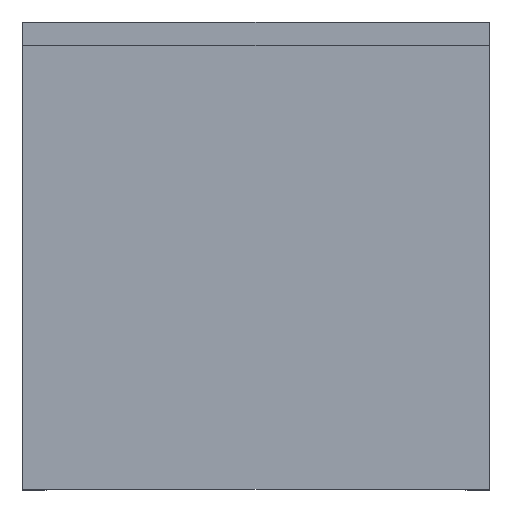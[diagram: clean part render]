
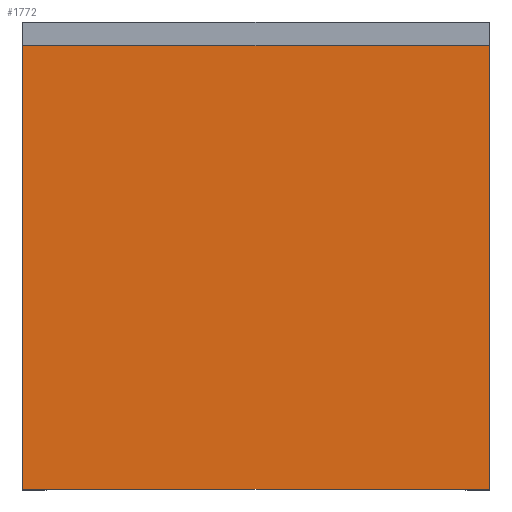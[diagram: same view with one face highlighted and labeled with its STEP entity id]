
A CAD part, top view. The second image highlights one B-rep face of the part: STEP entity #1772.
In plain terms, the highlighted planar face has unit normal (0, 0, 1).
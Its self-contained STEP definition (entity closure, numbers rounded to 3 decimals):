
#1458 = VERTEX_POINT('',#1459);
#1459 = CARTESIAN_POINT('',(0.,0.,2.));
#1466 = PLANE('',#1467);
#1467 = AXIS2_PLACEMENT_3D('',#1468,#1469,#1470);
#1468 = CARTESIAN_POINT('',(0.,0.,0.));
#1469 = DIRECTION('',(1.,0.,-0.));
#1470 = DIRECTION('',(0.,0.,1.));
#1478 = PLANE('',#1479);
#1479 = AXIS2_PLACEMENT_3D('',#1480,#1481,#1482);
#1480 = CARTESIAN_POINT('',(0.,0.,0.));
#1481 = DIRECTION('',(-0.,1.,0.));
#1482 = DIRECTION('',(0.,0.,1.));
#1519 = VERTEX_POINT('',#1520);
#1520 = CARTESIAN_POINT('',(0.,40.,2.));
#1534 = PLANE('',#1535);
#1535 = AXIS2_PLACEMENT_3D('',#1536,#1537,#1538);
#1536 = CARTESIAN_POINT('',(0.,40.,0.));
#1537 = DIRECTION('',(-0.,1.,0.));
#1538 = DIRECTION('',(0.,0.,1.));
#1546 = EDGE_CURVE('',#1458,#1519,#1547,.T.);
#1547 = SURFACE_CURVE('',#1548,(#1552,#1559),.PCURVE_S1.);
#1548 = LINE('',#1549,#1550);
#1549 = CARTESIAN_POINT('',(0.,0.,2.));
#1550 = VECTOR('',#1551,1.);
#1551 = DIRECTION('',(-0.,1.,0.));
#1552 = PCURVE('',#1466,#1553);
#1553 = DEFINITIONAL_REPRESENTATION('',(#1554),#1558);
#1554 = LINE('',#1555,#1556);
#1555 = CARTESIAN_POINT('',(2.,0.));
#1556 = VECTOR('',#1557,1.);
#1557 = DIRECTION('',(0.,-1.));
#1558 = ( GEOMETRIC_REPRESENTATION_CONTEXT(2) 
PARAMETRIC_REPRESENTATION_CONTEXT() REPRESENTATION_CONTEXT('2D SPACE',''
  ) );
#1559 = PCURVE('',#1560,#1565);
#1560 = PLANE('',#1561);
#1561 = AXIS2_PLACEMENT_3D('',#1562,#1563,#1564);
#1562 = CARTESIAN_POINT('',(0.,0.,2.));
#1563 = DIRECTION('',(0.,0.,1.));
#1564 = DIRECTION('',(1.,0.,-0.));
#1565 = DEFINITIONAL_REPRESENTATION('',(#1566),#1570);
#1566 = LINE('',#1567,#1568);
#1567 = CARTESIAN_POINT('',(0.,0.));
#1568 = VECTOR('',#1569,1.);
#1569 = DIRECTION('',(0.,1.));
#1570 = ( GEOMETRIC_REPRESENTATION_CONTEXT(2) 
PARAMETRIC_REPRESENTATION_CONTEXT() REPRESENTATION_CONTEXT('2D SPACE',''
  ) );
#1578 = VERTEX_POINT('',#1579);
#1579 = CARTESIAN_POINT('',(40.,0.,2.));
#1586 = PLANE('',#1587);
#1587 = AXIS2_PLACEMENT_3D('',#1588,#1589,#1590);
#1588 = CARTESIAN_POINT('',(40.,0.,0.));
#1589 = DIRECTION('',(1.,0.,-0.));
#1590 = DIRECTION('',(0.,0.,1.));
#1629 = VERTEX_POINT('',#1630);
#1630 = CARTESIAN_POINT('',(40.,40.,2.));
#1651 = EDGE_CURVE('',#1578,#1629,#1652,.T.);
#1652 = SURFACE_CURVE('',#1653,(#1657,#1664),.PCURVE_S1.);
#1653 = LINE('',#1654,#1655);
#1654 = CARTESIAN_POINT('',(40.,0.,2.));
#1655 = VECTOR('',#1656,1.);
#1656 = DIRECTION('',(-0.,1.,0.));
#1657 = PCURVE('',#1586,#1658);
#1658 = DEFINITIONAL_REPRESENTATION('',(#1659),#1663);
#1659 = LINE('',#1660,#1661);
#1660 = CARTESIAN_POINT('',(2.,0.));
#1661 = VECTOR('',#1662,1.);
#1662 = DIRECTION('',(0.,-1.));
#1663 = ( GEOMETRIC_REPRESENTATION_CONTEXT(2) 
PARAMETRIC_REPRESENTATION_CONTEXT() REPRESENTATION_CONTEXT('2D SPACE',''
  ) );
#1664 = PCURVE('',#1560,#1665);
#1665 = DEFINITIONAL_REPRESENTATION('',(#1666),#1670);
#1666 = LINE('',#1667,#1668);
#1667 = CARTESIAN_POINT('',(40.,0.));
#1668 = VECTOR('',#1669,1.);
#1669 = DIRECTION('',(0.,1.));
#1670 = ( GEOMETRIC_REPRESENTATION_CONTEXT(2) 
PARAMETRIC_REPRESENTATION_CONTEXT() REPRESENTATION_CONTEXT('2D SPACE',''
  ) );
#1697 = EDGE_CURVE('',#1458,#1578,#1698,.T.);
#1698 = SURFACE_CURVE('',#1699,(#1703,#1710),.PCURVE_S1.);
#1699 = LINE('',#1700,#1701);
#1700 = CARTESIAN_POINT('',(0.,0.,2.));
#1701 = VECTOR('',#1702,1.);
#1702 = DIRECTION('',(1.,0.,-0.));
#1703 = PCURVE('',#1478,#1704);
#1704 = DEFINITIONAL_REPRESENTATION('',(#1705),#1709);
#1705 = LINE('',#1706,#1707);
#1706 = CARTESIAN_POINT('',(2.,0.));
#1707 = VECTOR('',#1708,1.);
#1708 = DIRECTION('',(0.,1.));
#1709 = ( GEOMETRIC_REPRESENTATION_CONTEXT(2) 
PARAMETRIC_REPRESENTATION_CONTEXT() REPRESENTATION_CONTEXT('2D SPACE',''
  ) );
#1710 = PCURVE('',#1560,#1711);
#1711 = DEFINITIONAL_REPRESENTATION('',(#1712),#1716);
#1712 = LINE('',#1713,#1714);
#1713 = CARTESIAN_POINT('',(0.,0.));
#1714 = VECTOR('',#1715,1.);
#1715 = DIRECTION('',(1.,0.));
#1716 = ( GEOMETRIC_REPRESENTATION_CONTEXT(2) 
PARAMETRIC_REPRESENTATION_CONTEXT() REPRESENTATION_CONTEXT('2D SPACE',''
  ) );
#1744 = EDGE_CURVE('',#1519,#1629,#1745,.T.);
#1745 = SURFACE_CURVE('',#1746,(#1750,#1757),.PCURVE_S1.);
#1746 = LINE('',#1747,#1748);
#1747 = CARTESIAN_POINT('',(0.,40.,2.));
#1748 = VECTOR('',#1749,1.);
#1749 = DIRECTION('',(1.,0.,-0.));
#1750 = PCURVE('',#1534,#1751);
#1751 = DEFINITIONAL_REPRESENTATION('',(#1752),#1756);
#1752 = LINE('',#1753,#1754);
#1753 = CARTESIAN_POINT('',(2.,0.));
#1754 = VECTOR('',#1755,1.);
#1755 = DIRECTION('',(0.,1.));
#1756 = ( GEOMETRIC_REPRESENTATION_CONTEXT(2) 
PARAMETRIC_REPRESENTATION_CONTEXT() REPRESENTATION_CONTEXT('2D SPACE',''
  ) );
#1757 = PCURVE('',#1560,#1758);
#1758 = DEFINITIONAL_REPRESENTATION('',(#1759),#1763);
#1759 = LINE('',#1760,#1761);
#1760 = CARTESIAN_POINT('',(0.,40.));
#1761 = VECTOR('',#1762,1.);
#1762 = DIRECTION('',(1.,0.));
#1763 = ( GEOMETRIC_REPRESENTATION_CONTEXT(2) 
PARAMETRIC_REPRESENTATION_CONTEXT() REPRESENTATION_CONTEXT('2D SPACE',''
  ) );
#1772 = ADVANCED_FACE('',(#1773),#1560,.T.);
#1773 = FACE_BOUND('',#1774,.T.);
#1774 = EDGE_LOOP('',(#1775,#1776,#1777,#1778));
#1775 = ORIENTED_EDGE('',*,*,#1546,.F.);
#1776 = ORIENTED_EDGE('',*,*,#1697,.T.);
#1777 = ORIENTED_EDGE('',*,*,#1651,.T.);
#1778 = ORIENTED_EDGE('',*,*,#1744,.F.);
